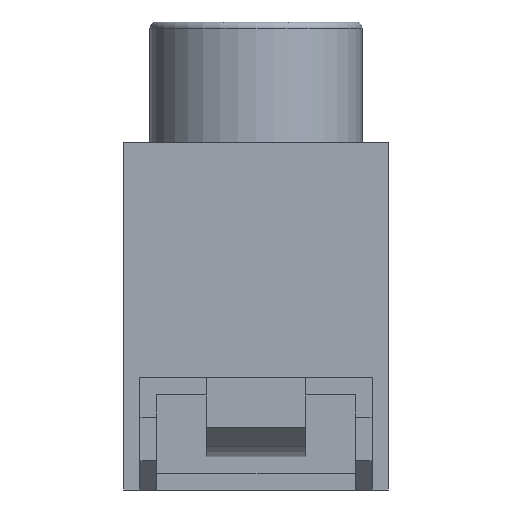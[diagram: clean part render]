
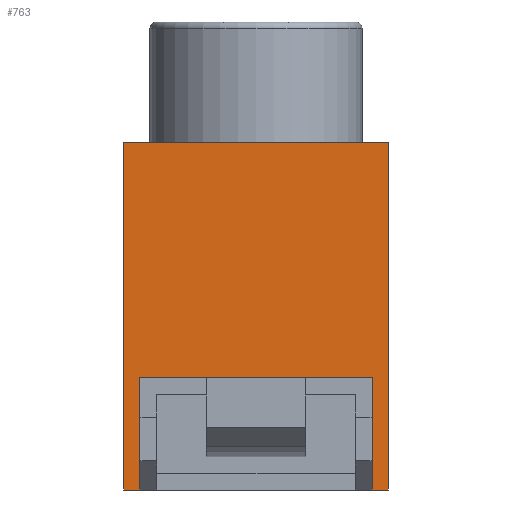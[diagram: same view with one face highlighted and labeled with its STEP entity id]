
A CAD part, front view. The second image highlights one B-rep face of the part: STEP entity #763.
In plain terms, the highlighted planar face has unit normal (0, -1, 0).
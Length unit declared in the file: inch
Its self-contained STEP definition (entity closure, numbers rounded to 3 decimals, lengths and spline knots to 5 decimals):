
#35 = CARTESIAN_POINT ( 'NONE',  ( 0.279, -0.3175, -0.565 ) ) ;
#57 = CARTESIAN_POINT ( 'NONE',  ( -0.3175, -0.3175, -0.835 ) ) ;
#79 = CARTESIAN_POINT ( 'NONE',  ( 0.279, -0.3175, -0.835 ) ) ;
#87 = CARTESIAN_POINT ( 'NONE',  ( -0.279, -0.3175, -0.835 ) ) ;
#246 = ORIENTED_EDGE ( 'NONE', *, *, #2121, .F. ) ;
#247 = ORIENTED_EDGE ( 'NONE', *, *, #949, .F. ) ;
#248 = ORIENTED_EDGE ( 'NONE', *, *, #853, .T. ) ;
#254 = ORIENTED_EDGE ( 'NONE', *, *, #952, .F. ) ;
#416 = EDGE_LOOP ( 'NONE', ( #691, #693, #692, #246, #694, #248, #247, #254 ) ) ;
#691 = ORIENTED_EDGE ( 'NONE', *, *, #812, .F. ) ;
#692 = ORIENTED_EDGE ( 'NONE', *, *, #795, .T. ) ;
#693 = ORIENTED_EDGE ( 'NONE', *, *, #799, .T. ) ;
#694 = ORIENTED_EDGE ( 'NONE', *, *, #835, .F. ) ;
#763 = ADVANCED_FACE ( 'NONE', ( #2342 ), #1639, .T. ) ;
#795 = EDGE_CURVE ( 'NONE', #3037, #3015, #2288, .T. ) ;
#799 = EDGE_CURVE ( 'NONE', #3094, #3037, #2276, .T. ) ;
#812 = EDGE_CURVE ( 'NONE', #3094, #3168, #2261, .T. ) ;
#835 = EDGE_CURVE ( 'NONE', #3132, #3061, #2222, .T. ) ;
#853 = EDGE_CURVE ( 'NONE', #3132, #3086, #2208, .T. ) ;
#949 = EDGE_CURVE ( 'NONE', #3081, #3086, #2299, .T. ) ;
#952 = EDGE_CURVE ( 'NONE', #3168, #3081, #2296, .T. ) ;
#1034 = CARTESIAN_POINT ( 'NONE',  ( 0.3175, -0.3175, -0.835 ) ) ;
#1056 = CARTESIAN_POINT ( 'NONE',  ( 0.3175, -0.3175, 0. ) ) ;
#1109 = DIRECTION ( 'NONE',  ( 1., 0., 0. ) ) ;
#1111 = CARTESIAN_POINT ( 'NONE',  ( -0.3175, -0.3175, 0. ) ) ;
#1190 = CARTESIAN_POINT ( 'NONE',  ( -0.3175, -0.3175, -0.835 ) ) ;
#1219 = DIRECTION ( 'NONE',  ( 0., 0., 1. ) ) ;
#1227 = CARTESIAN_POINT ( 'NONE',  ( 0.3175, -0.3175, -0.835 ) ) ;
#1256 = CARTESIAN_POINT ( 'NONE',  ( -0.279, -0.3175, -0.565 ) ) ;
#1535 = DIRECTION ( 'NONE',  ( -1., 0., 0. ) ) ;
#1537 = CARTESIAN_POINT ( 'NONE',  ( -0.279, -0.3175, -0.565 ) ) ;
#1546 = DIRECTION ( 'NONE',  ( 0., 0., -1. ) ) ;
#1547 = CARTESIAN_POINT ( 'NONE',  ( -0.279, -0.3175, -0.565 ) ) ;
#1589 = CARTESIAN_POINT ( 'NONE',  ( -0.3175, -0.3175, 0. ) ) ;
#1631 = DIRECTION ( 'NONE',  ( 0., 0., -1. ) ) ;
#1633 = DIRECTION ( 'NONE',  ( 0., -1., 0. ) ) ;
#1636 = CARTESIAN_POINT ( 'NONE',  ( -0.3175, -0.3175, -0.835 ) ) ;
#1639 = PLANE ( 'NONE',  #2511 ) ;
#1882 = DIRECTION ( 'NONE',  ( 1., 0., 0. ) ) ;
#1883 = CARTESIAN_POINT ( 'NONE',  ( -0.3175, -0.3175, -0.835 ) ) ;
#1945 = DIRECTION ( 'NONE',  ( 0., 0., 1. ) ) ;
#1946 = CARTESIAN_POINT ( 'NONE',  ( -0.3175, -0.3175, -0.835 ) ) ;
#2032 = DIRECTION ( 'NONE',  ( 0., 0., 1. ) ) ;
#2033 = CARTESIAN_POINT ( 'NONE',  ( 0.279, -0.3175, -0.565 ) ) ;
#2077 = DIRECTION ( 'NONE',  ( 1., 0., 0. ) ) ;
#2121 = EDGE_CURVE ( 'NONE', #3061, #3015, #2885, .T. ) ;
#2126 = VECTOR ( 'NONE', #1109, 39.37008 ) ;
#2208 = LINE ( 'NONE', #1883, #2846 ) ;
#2222 = LINE ( 'NONE', #1946, #2626 ) ;
#2261 = LINE ( 'NONE', #2033, #2778 ) ;
#2276 = LINE ( 'NONE', #1190, #2588 ) ;
#2288 = LINE ( 'NONE', #1227, #2695 ) ;
#2296 = LINE ( 'NONE', #1537, #2580 ) ;
#2299 = LINE ( 'NONE', #1547, #2589 ) ;
#2342 = FACE_OUTER_BOUND ( 'NONE', #416, .T. ) ;
#2511 = AXIS2_PLACEMENT_3D ( 'NONE', #1636, #1633, #1631 ) ;
#2580 = VECTOR ( 'NONE', #1535, 39.37008 ) ;
#2588 = VECTOR ( 'NONE', #2077, 39.37008 ) ;
#2589 = VECTOR ( 'NONE', #1546, 39.37008 ) ;
#2626 = VECTOR ( 'NONE', #1945, 39.37008 ) ;
#2695 = VECTOR ( 'NONE', #1219, 39.37008 ) ;
#2778 = VECTOR ( 'NONE', #2032, 39.37008 ) ;
#2846 = VECTOR ( 'NONE', #1882, 39.37008 ) ;
#2885 = LINE ( 'NONE', #1111, #2126 ) ;
#3015 = VERTEX_POINT ( 'NONE', #1056 ) ;
#3037 = VERTEX_POINT ( 'NONE', #1034 ) ;
#3061 = VERTEX_POINT ( 'NONE', #1589 ) ;
#3081 = VERTEX_POINT ( 'NONE', #1256 ) ;
#3086 = VERTEX_POINT ( 'NONE', #87 ) ;
#3094 = VERTEX_POINT ( 'NONE', #79 ) ;
#3132 = VERTEX_POINT ( 'NONE', #57 ) ;
#3168 = VERTEX_POINT ( 'NONE', #35 ) ;
